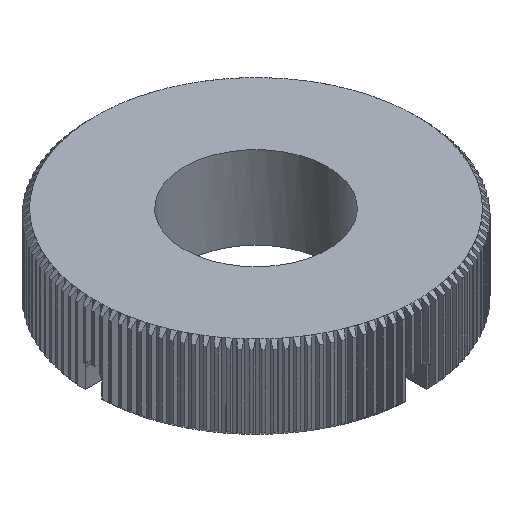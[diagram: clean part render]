
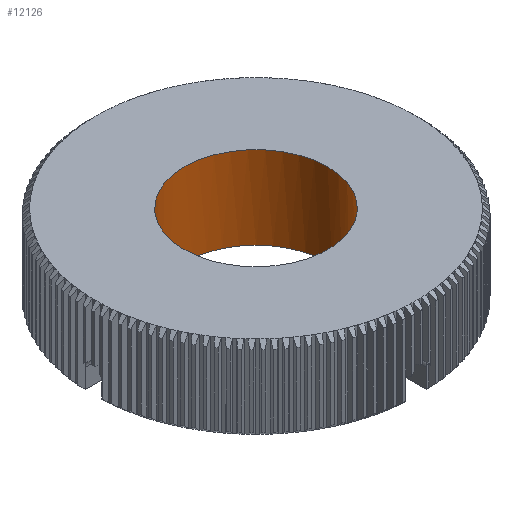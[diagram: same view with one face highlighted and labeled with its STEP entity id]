
A CAD part, isometric view. The second image highlights one B-rep face of the part: STEP entity #12126.
In plain terms, the highlighted cylindrical face has radius 13 mm (diameter 26 mm), a full revolution.
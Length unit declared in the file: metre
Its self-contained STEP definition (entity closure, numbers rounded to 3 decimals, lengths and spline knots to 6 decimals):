
#659=CIRCLE('',#12897,0.013);
#660=CIRCLE('',#12898,0.013);
#661=CIRCLE('',#12899,0.013);
#1154=LINE('',#17239,#1670);
#1155=LINE('',#17249,#1671);
#1156=LINE('',#17253,#1672);
#1157=LINE('',#17263,#1673);
#1670=VECTOR('',#14178,1.);
#1671=VECTOR('',#14179,1.);
#1672=VECTOR('',#14182,1.);
#1673=VECTOR('',#14183,1.);
#2190=ORIENTED_EDGE('',*,*,#6222,.F.);
#2191=ORIENTED_EDGE('',*,*,#6223,.T.);
#2192=ORIENTED_EDGE('',*,*,#6224,.T.);
#2193=ORIENTED_EDGE('',*,*,#6225,.T.);
#2194=ORIENTED_EDGE('',*,*,#6226,.F.);
#2195=ORIENTED_EDGE('',*,*,#6227,.T.);
#2196=ORIENTED_EDGE('',*,*,#6228,.F.);
#2197=ORIENTED_EDGE('',*,*,#6229,.T.);
#2198=ORIENTED_EDGE('',*,*,#6230,.F.);
#6222=EDGE_CURVE('',#8238,#8238,#659,.F.);
#6223=EDGE_CURVE('',#8239,#8240,#660,.F.);
#6224=EDGE_CURVE('',#8240,#8241,#1154,.F.);
#6225=EDGE_CURVE('',#8241,#8242,#9495,.T.);
#6226=EDGE_CURVE('',#8243,#8242,#1155,.F.);
#6227=EDGE_CURVE('',#8243,#8244,#661,.F.);
#6228=EDGE_CURVE('',#8245,#8244,#1156,.T.);
#6229=EDGE_CURVE('',#8245,#8246,#9496,.T.);
#6230=EDGE_CURVE('',#8239,#8246,#1157,.F.);
#8238=VERTEX_POINT('',#17235);
#8239=VERTEX_POINT('',#17237);
#8240=VERTEX_POINT('',#17238);
#8241=VERTEX_POINT('',#17240);
#8242=VERTEX_POINT('',#17248);
#8243=VERTEX_POINT('',#17250);
#8244=VERTEX_POINT('',#17252);
#8245=VERTEX_POINT('',#17254);
#8246=VERTEX_POINT('',#17262);
#9495=B_SPLINE_CURVE_WITH_KNOTS('',3,(#17241,#17242,#17243,#17244,#17245,
#17246,#17247),.UNSPECIFIED.,.F.,.F.,(4,1,1,1,4),(0.,0.001565,
0.00313,0.004696,0.006261),
 .UNSPECIFIED.);
#9496=B_SPLINE_CURVE_WITH_KNOTS('',3,(#17255,#17256,#17257,#17258,#17259,
#17260,#17261),.UNSPECIFIED.,.F.,.F.,(4,1,1,1,4),(0.,0.001565,
0.00313,0.004696,0.006261),
 .UNSPECIFIED.);
#10484=EDGE_LOOP('',(#2190));
#10485=EDGE_LOOP('',(#2191,#2192,#2193,#2194,#2195,#2196,#2197,#2198));
#11241=FACE_BOUND('',#10484,.T.);
#11242=FACE_BOUND('',#10485,.T.);
#11998=CYLINDRICAL_SURFACE('',#12896,0.013);
#12126=ADVANCED_FACE('',(#11241,#11242),#11998,.F.);
#12896=AXIS2_PLACEMENT_3D('',#17233,#14172,#14173);
#12897=AXIS2_PLACEMENT_3D('',#17234,#14174,#14175);
#12898=AXIS2_PLACEMENT_3D('',#17236,#14176,#14177);
#12899=AXIS2_PLACEMENT_3D('',#17251,#14180,#14181);
#14172=DIRECTION('',(0.,0.,-1.));
#14173=DIRECTION('',(-1.,0.,0.));
#14174=DIRECTION('',(0.,0.,1.));
#14175=DIRECTION('',(1.,0.,0.));
#14176=DIRECTION('',(0.,0.,1.));
#14177=DIRECTION('',(1.,0.,0.));
#14178=DIRECTION('',(0.,0.,-1.));
#14179=DIRECTION('',(0.,0.,-1.));
#14180=DIRECTION('',(0.,0.,1.));
#14181=DIRECTION('',(1.,0.,0.));
#14182=DIRECTION('',(0.,0.,-1.));
#14183=DIRECTION('',(0.,0.,-1.));
#17233=CARTESIAN_POINT('',(0.068,0.0453,0.119463));
#17234=CARTESIAN_POINT('',(0.068,0.0453,0.114963));
#17235=CARTESIAN_POINT('',(0.081,0.0453,0.114963));
#17236=CARTESIAN_POINT('',(0.068,0.0453,0.099963));
#17237=CARTESIAN_POINT('',(0.066,0.032455,0.099963));
#17238=CARTESIAN_POINT('',(0.055155,0.0433,0.099963));
#17239=CARTESIAN_POINT('',(0.055155,0.0433,0.119463));
#17240=CARTESIAN_POINT('',(0.055155,0.0433,0.103463));
#17241=CARTESIAN_POINT('',(0.055155,0.0433,0.103463));
#17242=CARTESIAN_POINT('',(0.055155,0.0433,0.103992));
#17243=CARTESIAN_POINT('',(0.055077,0.043733,0.105026));
#17244=CARTESIAN_POINT('',(0.054962,0.045298,0.10568));
#17245=CARTESIAN_POINT('',(0.055077,0.046866,0.105028));
#17246=CARTESIAN_POINT('',(0.055155,0.0473,0.103992));
#17247=CARTESIAN_POINT('',(0.055155,0.0473,0.103463));
#17248=CARTESIAN_POINT('',(0.055155,0.0473,0.103463));
#17249=CARTESIAN_POINT('',(0.055155,0.0473,0.119463));
#17250=CARTESIAN_POINT('',(0.055155,0.0473,0.099963));
#17251=CARTESIAN_POINT('',(0.068,0.0453,0.099963));
#17252=CARTESIAN_POINT('',(0.07,0.032455,0.099963));
#17253=CARTESIAN_POINT('',(0.07,0.032455,0.119463));
#17254=CARTESIAN_POINT('',(0.07,0.032455,0.103463));
#17255=CARTESIAN_POINT('',(0.07,0.032455,0.103463));
#17256=CARTESIAN_POINT('',(0.07,0.032455,0.103992));
#17257=CARTESIAN_POINT('',(0.069567,0.032377,0.105026));
#17258=CARTESIAN_POINT('',(0.068002,0.032262,0.10568));
#17259=CARTESIAN_POINT('',(0.066434,0.032377,0.105028));
#17260=CARTESIAN_POINT('',(0.066,0.032455,0.103992));
#17261=CARTESIAN_POINT('',(0.066,0.032455,0.103463));
#17262=CARTESIAN_POINT('',(0.066,0.032455,0.103463));
#17263=CARTESIAN_POINT('',(0.066,0.032455,0.119463));
